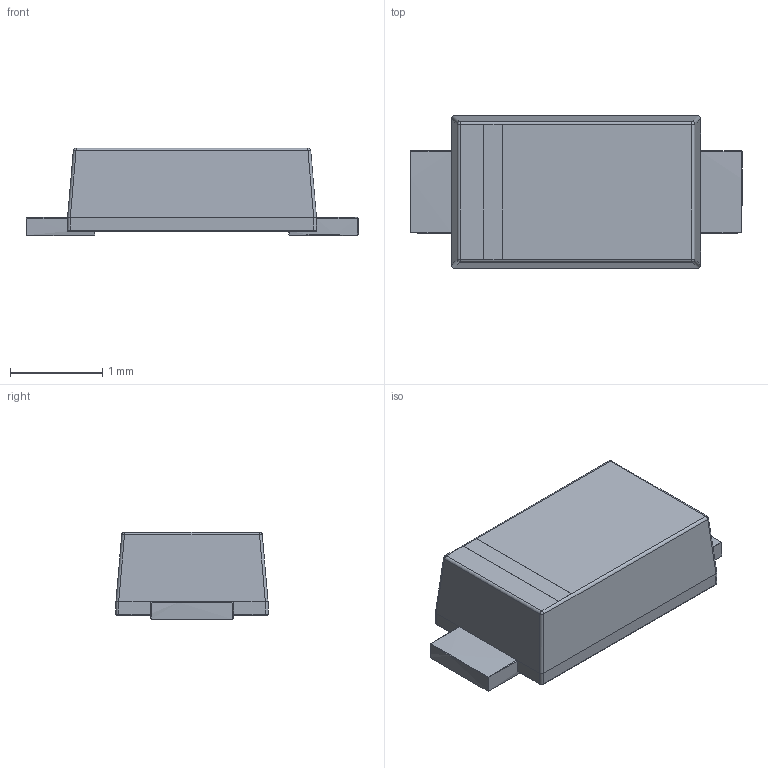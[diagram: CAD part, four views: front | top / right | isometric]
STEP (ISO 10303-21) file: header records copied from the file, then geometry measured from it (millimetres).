
FILE_DESCRIPTION (( 'STEP AP214' ), '1' );
FILE_NAME ('9098B124-6786-444E-BFDD-6FA0C31FA2E8.STEP', '2025-11-05T07:36:30', ( '' ), ( '' ), 'SwSTEP 2.0', 'SolidWorks 2022', '' );
FILE_SCHEMA (( 'AUTOMOTIVE_DESIGN' ));
Length unit declared in the file: millimetre
Products named in the file (1): 9098B124-6786-444E-BFDD-6FA0C31FA2E8
Bounding box: 3.6 x 1.65 x 0.95 mm (x, y, z)
Volume: 4 mm3; surface area: 18 mm2
Topology: 1 solids, 1 shells, 80 faces, 164 edges, 82 vertices
Faces by surface type: cylinder 42, plane 30, torus 4, sphere 4
Entity records: 2398 total; most frequent: CARTESIAN_POINT 362, DIRECTION 349, ORIENTED_EDGE 320, EDGE_CURVE 160, AXIS2_PLACEMENT_3D 121, LINE 107, VECTOR 107, VERTEX_POINT 82
